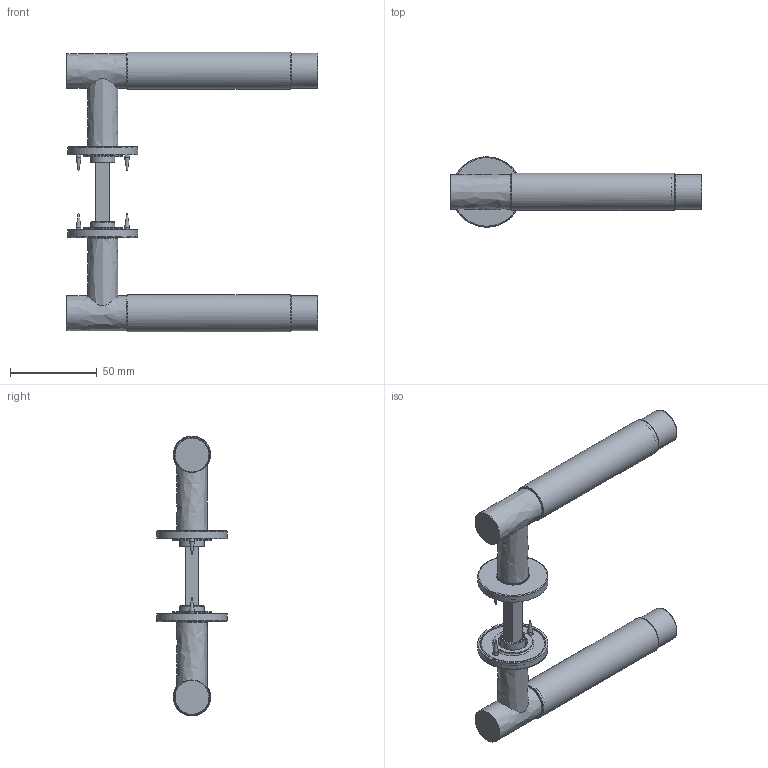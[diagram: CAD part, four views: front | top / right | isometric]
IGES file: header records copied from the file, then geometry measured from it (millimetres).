
Global section: file name: PK6044R40; native system: Autodesk Inventor 2024; preprocessor: unknown; author: camerond; date: 20250701.150625; units: millimetre
Bounding box: 145 x 40.48 x 161.51 mm (x, y, z)
Volume: 116041.4 mm3; surface area: 65833.1 mm2
Topology: 29 solids, 29 shells, 484 faces, 1308 edges, 908 vertices
Faces by surface type: bspline 484
